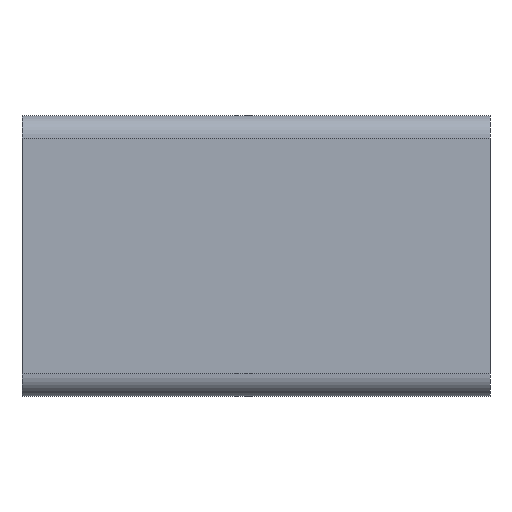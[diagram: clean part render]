
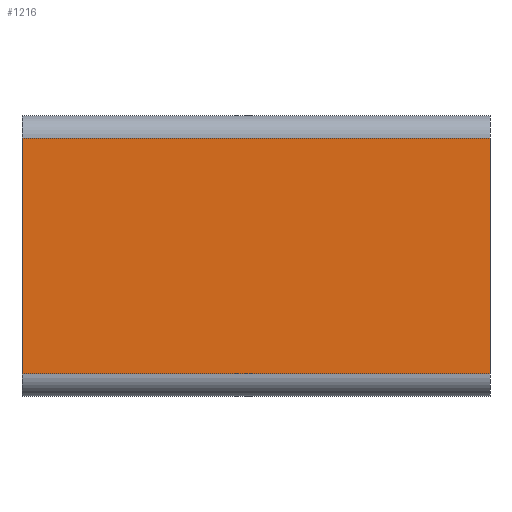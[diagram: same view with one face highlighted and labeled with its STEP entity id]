
A CAD part, front view. The second image highlights one B-rep face of the part: STEP entity #1216.
In plain terms, the highlighted planar face has unit normal (0, -1, 0).
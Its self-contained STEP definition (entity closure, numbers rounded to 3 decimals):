
#32 = PLANE('',#33);
#33 = AXIS2_PLACEMENT_3D('',#34,#35,#36);
#34 = CARTESIAN_POINT('',(-12.5,60.,0.));
#35 = DIRECTION('',(1.,0.,-0.));
#36 = DIRECTION('',(0.,-1.,0.));
#636 = VERTEX_POINT('',#637);
#637 = CARTESIAN_POINT('',(-12.5,-62.,13.8));
#656 = CYLINDRICAL_SURFACE('',#657,1.2);
#657 = AXIS2_PLACEMENT_3D('',#658,#659,#660);
#658 = CARTESIAN_POINT('',(-12.5,-60.8,13.8));
#659 = DIRECTION('',(1.,0.,0.));
#660 = DIRECTION('',(0.,-1.,-0.));
#668 = EDGE_CURVE('',#669,#636,#671,.T.);
#669 = VERTEX_POINT('',#670);
#670 = CARTESIAN_POINT('',(-12.5,-62.,1.2));
#671 = SURFACE_CURVE('',#672,(#676,#683),.PCURVE_S1.);
#672 = LINE('',#673,#674);
#673 = CARTESIAN_POINT('',(-12.5,-62.,0.));
#674 = VECTOR('',#675,1.);
#675 = DIRECTION('',(0.,0.,1.));
#676 = PCURVE('',#32,#677);
#677 = DEFINITIONAL_REPRESENTATION('',(#678),#682);
#678 = LINE('',#679,#680);
#679 = CARTESIAN_POINT('',(122.,0.));
#680 = VECTOR('',#681,1.);
#681 = DIRECTION('',(0.,-1.));
#682 = ( GEOMETRIC_REPRESENTATION_CONTEXT(2) 
PARAMETRIC_REPRESENTATION_CONTEXT() REPRESENTATION_CONTEXT('2D SPACE',''
  ) );
#683 = PCURVE('',#684,#689);
#684 = PLANE('',#685);
#685 = AXIS2_PLACEMENT_3D('',#686,#687,#688);
#686 = CARTESIAN_POINT('',(-12.5,-62.,0.));
#687 = DIRECTION('',(0.,1.,0.));
#688 = DIRECTION('',(1.,0.,0.));
#689 = DEFINITIONAL_REPRESENTATION('',(#690),#694);
#690 = LINE('',#691,#692);
#691 = CARTESIAN_POINT('',(0.,0.));
#692 = VECTOR('',#693,1.);
#693 = DIRECTION('',(0.,-1.));
#694 = ( GEOMETRIC_REPRESENTATION_CONTEXT(2) 
PARAMETRIC_REPRESENTATION_CONTEXT() REPRESENTATION_CONTEXT('2D SPACE',''
  ) );
#717 = CYLINDRICAL_SURFACE('',#718,1.2);
#718 = AXIS2_PLACEMENT_3D('',#719,#720,#721);
#719 = CARTESIAN_POINT('',(-12.5,-60.8,1.2));
#720 = DIRECTION('',(1.,0.,0.));
#721 = DIRECTION('',(0.,0.,-1.));
#805 = PLANE('',#806);
#806 = AXIS2_PLACEMENT_3D('',#807,#808,#809);
#807 = CARTESIAN_POINT('',(12.5,-60.,0.));
#808 = DIRECTION('',(-1.,0.,0.));
#809 = DIRECTION('',(0.,1.,0.));
#1124 = EDGE_CURVE('',#669,#1125,#1127,.T.);
#1125 = VERTEX_POINT('',#1126);
#1126 = CARTESIAN_POINT('',(12.5,-62.,1.2));
#1127 = SURFACE_CURVE('',#1128,(#1132,#1139),.PCURVE_S1.);
#1128 = LINE('',#1129,#1130);
#1129 = CARTESIAN_POINT('',(-12.5,-62.,1.2));
#1130 = VECTOR('',#1131,1.);
#1131 = DIRECTION('',(1.,0.,0.));
#1132 = PCURVE('',#717,#1133);
#1133 = DEFINITIONAL_REPRESENTATION('',(#1134),#1138);
#1134 = LINE('',#1135,#1136);
#1135 = CARTESIAN_POINT('',(-1.571,0.));
#1136 = VECTOR('',#1137,1.);
#1137 = DIRECTION('',(-0.,1.));
#1138 = ( GEOMETRIC_REPRESENTATION_CONTEXT(2) 
PARAMETRIC_REPRESENTATION_CONTEXT() REPRESENTATION_CONTEXT('2D SPACE',''
  ) );
#1139 = PCURVE('',#684,#1140);
#1140 = DEFINITIONAL_REPRESENTATION('',(#1141),#1145);
#1141 = LINE('',#1142,#1143);
#1142 = CARTESIAN_POINT('',(0.,-1.2));
#1143 = VECTOR('',#1144,1.);
#1144 = DIRECTION('',(1.,0.));
#1145 = ( GEOMETRIC_REPRESENTATION_CONTEXT(2) 
PARAMETRIC_REPRESENTATION_CONTEXT() REPRESENTATION_CONTEXT('2D SPACE',''
  ) );
#1216 = ADVANCED_FACE('',(#1217),#684,.F.);
#1217 = FACE_BOUND('',#1218,.F.);
#1218 = EDGE_LOOP('',(#1219,#1220,#1243,#1264));
#1219 = ORIENTED_EDGE('',*,*,#668,.T.);
#1220 = ORIENTED_EDGE('',*,*,#1221,.T.);
#1221 = EDGE_CURVE('',#636,#1222,#1224,.T.);
#1222 = VERTEX_POINT('',#1223);
#1223 = CARTESIAN_POINT('',(12.5,-62.,13.8));
#1224 = SURFACE_CURVE('',#1225,(#1229,#1236),.PCURVE_S1.);
#1225 = LINE('',#1226,#1227);
#1226 = CARTESIAN_POINT('',(-12.5,-62.,13.8));
#1227 = VECTOR('',#1228,1.);
#1228 = DIRECTION('',(1.,0.,0.));
#1229 = PCURVE('',#684,#1230);
#1230 = DEFINITIONAL_REPRESENTATION('',(#1231),#1235);
#1231 = LINE('',#1232,#1233);
#1232 = CARTESIAN_POINT('',(0.,-13.8));
#1233 = VECTOR('',#1234,1.);
#1234 = DIRECTION('',(1.,0.));
#1235 = ( GEOMETRIC_REPRESENTATION_CONTEXT(2) 
PARAMETRIC_REPRESENTATION_CONTEXT() REPRESENTATION_CONTEXT('2D SPACE',''
  ) );
#1236 = PCURVE('',#656,#1237);
#1237 = DEFINITIONAL_REPRESENTATION('',(#1238),#1242);
#1238 = LINE('',#1239,#1240);
#1239 = CARTESIAN_POINT('',(-0.,0.));
#1240 = VECTOR('',#1241,1.);
#1241 = DIRECTION('',(-0.,1.));
#1242 = ( GEOMETRIC_REPRESENTATION_CONTEXT(2) 
PARAMETRIC_REPRESENTATION_CONTEXT() REPRESENTATION_CONTEXT('2D SPACE',''
  ) );
#1243 = ORIENTED_EDGE('',*,*,#1244,.F.);
#1244 = EDGE_CURVE('',#1125,#1222,#1245,.T.);
#1245 = SURFACE_CURVE('',#1246,(#1250,#1257),.PCURVE_S1.);
#1246 = LINE('',#1247,#1248);
#1247 = CARTESIAN_POINT('',(12.5,-62.,0.));
#1248 = VECTOR('',#1249,1.);
#1249 = DIRECTION('',(0.,0.,1.));
#1250 = PCURVE('',#684,#1251);
#1251 = DEFINITIONAL_REPRESENTATION('',(#1252),#1256);
#1252 = LINE('',#1253,#1254);
#1253 = CARTESIAN_POINT('',(25.,0.));
#1254 = VECTOR('',#1255,1.);
#1255 = DIRECTION('',(0.,-1.));
#1256 = ( GEOMETRIC_REPRESENTATION_CONTEXT(2) 
PARAMETRIC_REPRESENTATION_CONTEXT() REPRESENTATION_CONTEXT('2D SPACE',''
  ) );
#1257 = PCURVE('',#805,#1258);
#1258 = DEFINITIONAL_REPRESENTATION('',(#1259),#1263);
#1259 = LINE('',#1260,#1261);
#1260 = CARTESIAN_POINT('',(-2.,0.));
#1261 = VECTOR('',#1262,1.);
#1262 = DIRECTION('',(0.,-1.));
#1263 = ( GEOMETRIC_REPRESENTATION_CONTEXT(2) 
PARAMETRIC_REPRESENTATION_CONTEXT() REPRESENTATION_CONTEXT('2D SPACE',''
  ) );
#1264 = ORIENTED_EDGE('',*,*,#1124,.F.);
